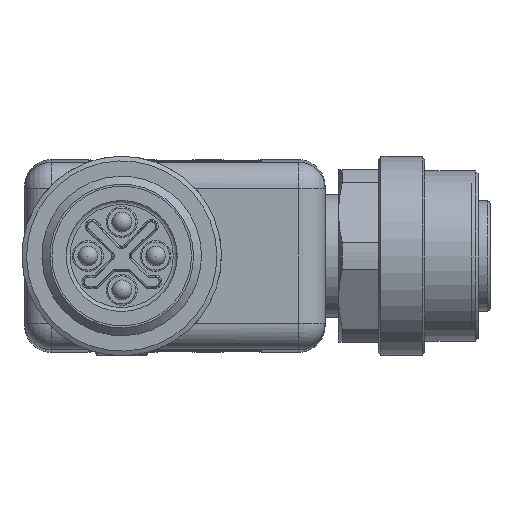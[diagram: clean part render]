
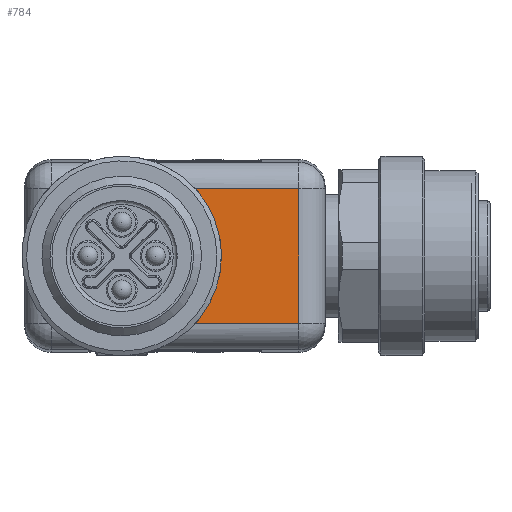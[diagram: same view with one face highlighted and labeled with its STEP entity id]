
A CAD part, left-side view. The second image highlights one B-rep face of the part: STEP entity #784.
In plain terms, the highlighted planar face has unit normal (-1, 0, 0).
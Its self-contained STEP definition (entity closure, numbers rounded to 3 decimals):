
#282=PLANE('',#7159);
#784=ADVANCED_FACE('',(#1317),#282,.F.);
#1317=FACE_OUTER_BOUND('',#1784,.T.);
#1784=EDGE_LOOP('',(#3165,#3166,#3167,#3168));
#3165=ORIENTED_EDGE('',*,*,#5168,.F.);
#3166=ORIENTED_EDGE('',*,*,#5169,.T.);
#3167=ORIENTED_EDGE('',*,*,#5170,.T.);
#3168=ORIENTED_EDGE('',*,*,#5171,.T.);
#4401=VERTEX_POINT('',#13249);
#4402=VERTEX_POINT('',#13250);
#4403=VERTEX_POINT('',#13252);
#4404=VERTEX_POINT('',#13254);
#5168=EDGE_CURVE('',#4401,#4402,#6511,.T.);
#5169=EDGE_CURVE('',#4401,#4403,#5756,.T.);
#5170=EDGE_CURVE('',#4403,#4404,#5757,.T.);
#5171=EDGE_CURVE('',#4404,#4402,#5758,.T.);
#5756=LINE('',#13251,#6097);
#5757=LINE('',#13253,#6098);
#5758=LINE('',#13255,#6099);
#6097=VECTOR('',#8653,1.);
#6098=VECTOR('',#8654,1.);
#6099=VECTOR('',#8655,1.);
#6511=CIRCLE('',#7158,7.);
#7158=AXIS2_PLACEMENT_3D('',#13248,#8651,#8652);
#7159=AXIS2_PLACEMENT_3D('',#13256,#8656,#8657);
#8651=DIRECTION('',(-1.,0.,0.));
#8652=DIRECTION('',(0.,-1.,0.));
#8653=DIRECTION('',(0.,-1.,0.));
#8654=DIRECTION('',(0.,0.,1.));
#8655=DIRECTION('',(0.,1.,0.));
#8656=DIRECTION('',(1.,0.,0.));
#8657=DIRECTION('',(0.,-1.,0.));
#13248=CARTESIAN_POINT('',(169.9,50.,0.));
#13249=CARTESIAN_POINT('',(169.9,45.16,-5.057));
#13250=CARTESIAN_POINT('',(169.9,45.16,5.057));
#13251=CARTESIAN_POINT('',(169.9,34.7,-5.057));
#13252=CARTESIAN_POINT('',(169.9,36.7,-5.057));
#13253=CARTESIAN_POINT('',(169.9,36.7,7.));
#13254=CARTESIAN_POINT('',(169.9,36.7,5.057));
#13255=CARTESIAN_POINT('',(169.9,34.7,5.057));
#13256=CARTESIAN_POINT('',(169.9,34.7,7.));
